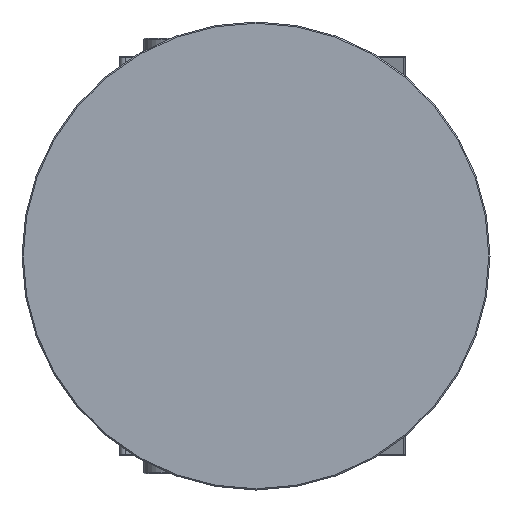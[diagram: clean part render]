
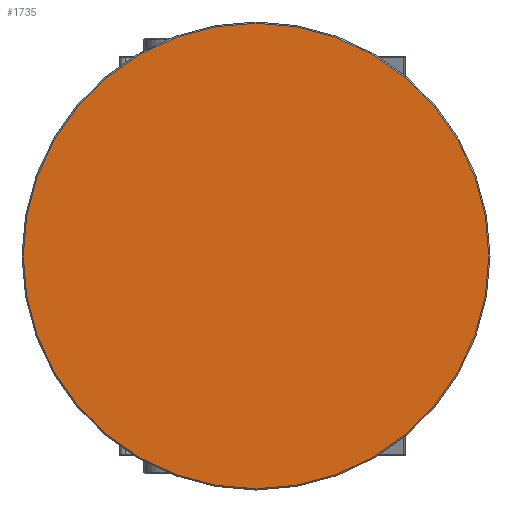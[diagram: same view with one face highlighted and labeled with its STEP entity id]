
A CAD part, front view. The second image highlights one B-rep face of the part: STEP entity #1735.
In plain terms, the highlighted planar face has unit normal (0, -1, 0).
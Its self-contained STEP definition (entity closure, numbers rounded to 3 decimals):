
#394 = DIRECTION ( 'NONE',  ( -1., 0., 0. ) ) ;
#774 = CARTESIAN_POINT ( 'NONE',  ( -25.05, -328., 0.029 ) ) ;
#810 = EDGE_CURVE ( 'NONE', #11740, #17124, #14044, .T. ) ;
#827 = CARTESIAN_POINT ( 'NONE',  ( -25.05, -328., 0.029 ) ) ;
#1710 = CIRCLE ( 'NONE', #18822, 189. ) ;
#1735 = ADVANCED_FACE ( 'NONE', ( #13257 ), #4167, .F. ) ;
#2888 = ORIENTED_EDGE ( 'NONE', *, *, #7303, .T. ) ;
#4167 = PLANE ( 'NONE',  #12217 ) ;
#4358 = DIRECTION ( 'NONE',  ( -1., 0., 0. ) ) ;
#5226 = DIRECTION ( 'NONE',  ( -1., 0., 0. ) ) ;
#5796 = CARTESIAN_POINT ( 'NONE',  ( -25.05, -328., 0.029 ) ) ;
#5800 = AXIS2_PLACEMENT_3D ( 'NONE', #827, #6647, #5226 ) ;
#6647 = DIRECTION ( 'NONE',  ( 0., -1., 0. ) ) ;
#7021 = CARTESIAN_POINT ( 'NONE',  ( 163.95, -328., 0.029 ) ) ;
#7303 = EDGE_CURVE ( 'NONE', #17124, #11740, #1710, .T. ) ;
#7851 = EDGE_LOOP ( 'NONE', ( #2888, #9772 ) ) ;
#9772 = ORIENTED_EDGE ( 'NONE', *, *, #810, .T. ) ;
#11740 = VERTEX_POINT ( 'NONE', #7021 ) ;
#12217 = AXIS2_PLACEMENT_3D ( 'NONE', #5796, #17467, #4358 ) ;
#13257 = FACE_OUTER_BOUND ( 'NONE', #7851, .T. ) ;
#14044 = CIRCLE ( 'NONE', #5800, 189. ) ;
#17124 = VERTEX_POINT ( 'NONE', #17652 ) ;
#17467 = DIRECTION ( 'NONE',  ( 0., 1., 0. ) ) ;
#17652 = CARTESIAN_POINT ( 'NONE',  ( -214.05, -328., 0.029 ) ) ;
#18091 = DIRECTION ( 'NONE',  ( 0., -1., 0. ) ) ;
#18822 = AXIS2_PLACEMENT_3D ( 'NONE', #774, #18091, #394 ) ;
